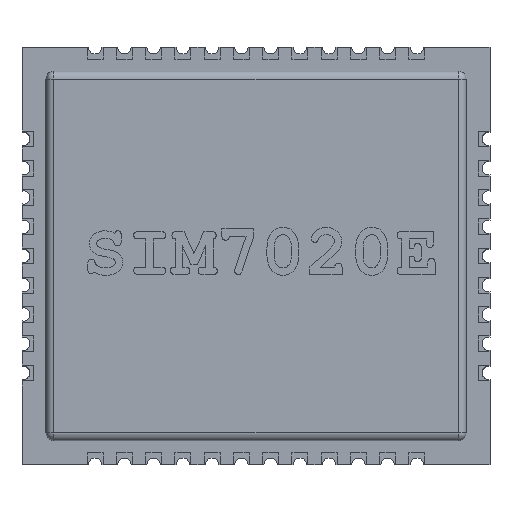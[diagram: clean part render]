
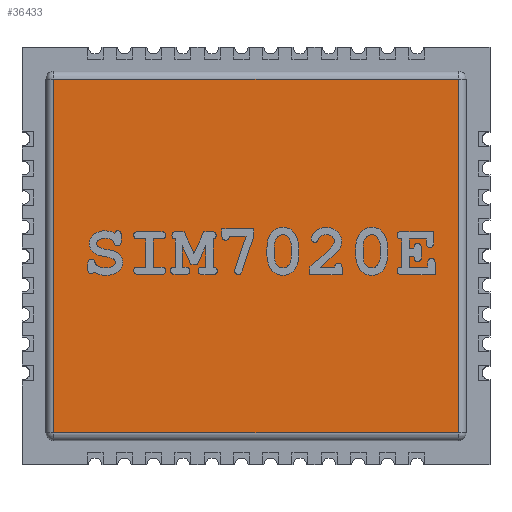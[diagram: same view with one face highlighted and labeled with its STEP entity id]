
A CAD part, top view. The second image highlights one B-rep face of the part: STEP entity #36433.
In plain terms, the highlighted planar face has unit normal (0, 0, 1).
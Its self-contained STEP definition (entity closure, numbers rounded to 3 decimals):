
#35720 = CYLINDRICAL_SURFACE('',#35721,0.3);
#35721 = AXIS2_PLACEMENT_3D('',#35722,#35723,#35724);
#35722 = CARTESIAN_POINT('',(-7.9,6.65,2.));
#35723 = DIRECTION('',(1.,0.,0.));
#35724 = DIRECTION('',(0.,1.,0.));
#36067 = VERTEX_POINT('',#36068);
#36068 = CARTESIAN_POINT('',(-7.6,6.65,2.3));
#36090 = EDGE_CURVE('',#36067,#36091,#36093,.T.);
#36091 = VERTEX_POINT('',#36092);
#36092 = CARTESIAN_POINT('',(7.6,6.65,2.3));
#36093 = SURFACE_CURVE('',#36094,(#36098,#36105),.PCURVE_S1.);
#36094 = LINE('',#36095,#36096);
#36095 = CARTESIAN_POINT('',(-7.9,6.65,2.3));
#36096 = VECTOR('',#36097,1.);
#36097 = DIRECTION('',(1.,0.,0.));
#36098 = PCURVE('',#35720,#36099);
#36099 = DEFINITIONAL_REPRESENTATION('',(#36100),#36104);
#36100 = LINE('',#36101,#36102);
#36101 = CARTESIAN_POINT('',(1.571,0.));
#36102 = VECTOR('',#36103,1.);
#36103 = DIRECTION('',(0.,1.));
#36104 = ( GEOMETRIC_REPRESENTATION_CONTEXT(2) 
PARAMETRIC_REPRESENTATION_CONTEXT() REPRESENTATION_CONTEXT('2D SPACE',''
  ) );
#36105 = PCURVE('',#36106,#36111);
#36106 = PLANE('',#36107);
#36107 = AXIS2_PLACEMENT_3D('',#36108,#36109,#36110);
#36108 = CARTESIAN_POINT('',(0.,0.,2.3));
#36109 = DIRECTION('',(-0.,-0.,-1.));
#36110 = DIRECTION('',(0.,-1.,0.));
#36111 = DEFINITIONAL_REPRESENTATION('',(#36112),#36116);
#36112 = LINE('',#36113,#36114);
#36113 = CARTESIAN_POINT('',(-6.65,7.9));
#36114 = VECTOR('',#36115,1.);
#36115 = DIRECTION('',(0.,-1.));
#36116 = ( GEOMETRIC_REPRESENTATION_CONTEXT(2) 
PARAMETRIC_REPRESENTATION_CONTEXT() REPRESENTATION_CONTEXT('2D SPACE',''
  ) );
#36179 = CYLINDRICAL_SURFACE('',#36180,0.3);
#36180 = AXIS2_PLACEMENT_3D('',#36181,#36182,#36183);
#36181 = CARTESIAN_POINT('',(-7.6,-6.95,2.));
#36182 = DIRECTION('',(0.,1.,0.));
#36183 = DIRECTION('',(-1.,0.,0.));
#36213 = CYLINDRICAL_SURFACE('',#36214,0.3);
#36214 = AXIS2_PLACEMENT_3D('',#36215,#36216,#36217);
#36215 = CARTESIAN_POINT('',(7.6,6.95,2.));
#36216 = DIRECTION('',(0.,-1.,0.));
#36217 = DIRECTION('',(1.,0.,0.));
#36371 = CYLINDRICAL_SURFACE('',#36372,0.3);
#36372 = AXIS2_PLACEMENT_3D('',#36373,#36374,#36375);
#36373 = CARTESIAN_POINT('',(7.9,-6.65,2.));
#36374 = DIRECTION('',(-1.,0.,0.));
#36375 = DIRECTION('',(0.,-1.,0.));
#36433 = ADVANCED_FACE('',(#36434),#36106,.F.);
#36434 = FACE_BOUND('',#36435,.F.);
#36435 = EDGE_LOOP('',(#36436,#36437,#36460,#36483));
#36436 = ORIENTED_EDGE('',*,*,#36090,.T.);
#36437 = ORIENTED_EDGE('',*,*,#36438,.T.);
#36438 = EDGE_CURVE('',#36091,#36439,#36441,.T.);
#36439 = VERTEX_POINT('',#36440);
#36440 = CARTESIAN_POINT('',(7.6,-6.65,2.3));
#36441 = SURFACE_CURVE('',#36442,(#36446,#36453),.PCURVE_S1.);
#36442 = LINE('',#36443,#36444);
#36443 = CARTESIAN_POINT('',(7.6,6.95,2.3));
#36444 = VECTOR('',#36445,1.);
#36445 = DIRECTION('',(0.,-1.,0.));
#36446 = PCURVE('',#36106,#36447);
#36447 = DEFINITIONAL_REPRESENTATION('',(#36448),#36452);
#36448 = LINE('',#36449,#36450);
#36449 = CARTESIAN_POINT('',(-6.95,-7.6));
#36450 = VECTOR('',#36451,1.);
#36451 = DIRECTION('',(1.,0.));
#36452 = ( GEOMETRIC_REPRESENTATION_CONTEXT(2) 
PARAMETRIC_REPRESENTATION_CONTEXT() REPRESENTATION_CONTEXT('2D SPACE',''
  ) );
#36453 = PCURVE('',#36213,#36454);
#36454 = DEFINITIONAL_REPRESENTATION('',(#36455),#36459);
#36455 = LINE('',#36456,#36457);
#36456 = CARTESIAN_POINT('',(1.571,0.));
#36457 = VECTOR('',#36458,1.);
#36458 = DIRECTION('',(0.,1.));
#36459 = ( GEOMETRIC_REPRESENTATION_CONTEXT(2) 
PARAMETRIC_REPRESENTATION_CONTEXT() REPRESENTATION_CONTEXT('2D SPACE',''
  ) );
#36460 = ORIENTED_EDGE('',*,*,#36461,.T.);
#36461 = EDGE_CURVE('',#36439,#36462,#36464,.T.);
#36462 = VERTEX_POINT('',#36463);
#36463 = CARTESIAN_POINT('',(-7.6,-6.65,2.3));
#36464 = SURFACE_CURVE('',#36465,(#36469,#36476),.PCURVE_S1.);
#36465 = LINE('',#36466,#36467);
#36466 = CARTESIAN_POINT('',(7.9,-6.65,2.3));
#36467 = VECTOR('',#36468,1.);
#36468 = DIRECTION('',(-1.,0.,0.));
#36469 = PCURVE('',#36106,#36470);
#36470 = DEFINITIONAL_REPRESENTATION('',(#36471),#36475);
#36471 = LINE('',#36472,#36473);
#36472 = CARTESIAN_POINT('',(6.65,-7.9));
#36473 = VECTOR('',#36474,1.);
#36474 = DIRECTION('',(0.,1.));
#36475 = ( GEOMETRIC_REPRESENTATION_CONTEXT(2) 
PARAMETRIC_REPRESENTATION_CONTEXT() REPRESENTATION_CONTEXT('2D SPACE',''
  ) );
#36476 = PCURVE('',#36371,#36477);
#36477 = DEFINITIONAL_REPRESENTATION('',(#36478),#36482);
#36478 = LINE('',#36479,#36480);
#36479 = CARTESIAN_POINT('',(1.571,0.));
#36480 = VECTOR('',#36481,1.);
#36481 = DIRECTION('',(0.,1.));
#36482 = ( GEOMETRIC_REPRESENTATION_CONTEXT(2) 
PARAMETRIC_REPRESENTATION_CONTEXT() REPRESENTATION_CONTEXT('2D SPACE',''
  ) );
#36483 = ORIENTED_EDGE('',*,*,#36484,.T.);
#36484 = EDGE_CURVE('',#36462,#36067,#36485,.T.);
#36485 = SURFACE_CURVE('',#36486,(#36490,#36497),.PCURVE_S1.);
#36486 = LINE('',#36487,#36488);
#36487 = CARTESIAN_POINT('',(-7.6,-6.95,2.3));
#36488 = VECTOR('',#36489,1.);
#36489 = DIRECTION('',(0.,1.,0.));
#36490 = PCURVE('',#36106,#36491);
#36491 = DEFINITIONAL_REPRESENTATION('',(#36492),#36496);
#36492 = LINE('',#36493,#36494);
#36493 = CARTESIAN_POINT('',(6.95,7.6));
#36494 = VECTOR('',#36495,1.);
#36495 = DIRECTION('',(-1.,0.));
#36496 = ( GEOMETRIC_REPRESENTATION_CONTEXT(2) 
PARAMETRIC_REPRESENTATION_CONTEXT() REPRESENTATION_CONTEXT('2D SPACE',''
  ) );
#36497 = PCURVE('',#36179,#36498);
#36498 = DEFINITIONAL_REPRESENTATION('',(#36499),#36503);
#36499 = LINE('',#36500,#36501);
#36500 = CARTESIAN_POINT('',(1.571,0.));
#36501 = VECTOR('',#36502,1.);
#36502 = DIRECTION('',(0.,1.));
#36503 = ( GEOMETRIC_REPRESENTATION_CONTEXT(2) 
PARAMETRIC_REPRESENTATION_CONTEXT() REPRESENTATION_CONTEXT('2D SPACE',''
  ) );
